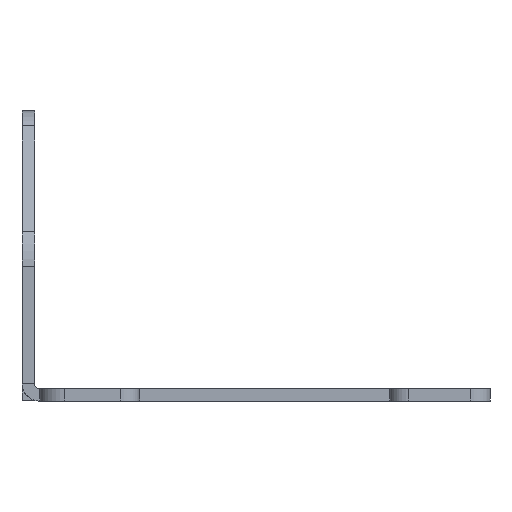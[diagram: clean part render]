
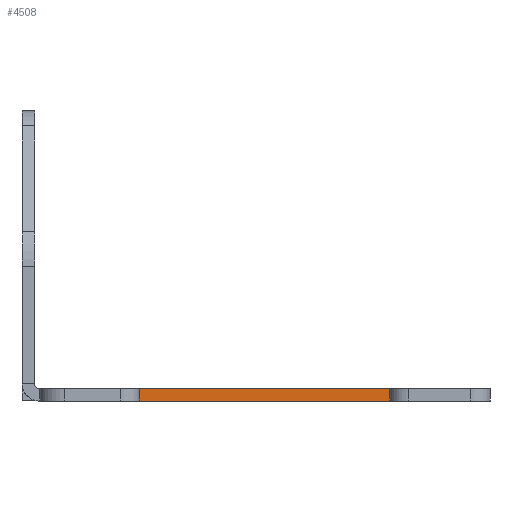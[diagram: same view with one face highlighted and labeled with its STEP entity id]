
A CAD part, left-side view. The second image highlights one B-rep face of the part: STEP entity #4508.
In plain terms, the highlighted planar face has unit normal (-1, 0, 0).
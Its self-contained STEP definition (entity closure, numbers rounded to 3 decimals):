
#72 = PLANE('',#73);
#73 = AXIS2_PLACEMENT_3D('',#74,#75,#76);
#74 = CARTESIAN_POINT('',(36.487,64.13,2.5));
#75 = DIRECTION('',(-0.,-0.,-1.));
#76 = DIRECTION('',(-1.,0.,0.));
#1985 = VERTEX_POINT('',#1986);
#1986 = CARTESIAN_POINT('',(14.,10.,2.5));
#2000 = PLANE('',#2001);
#2001 = AXIS2_PLACEMENT_3D('',#2002,#2003,#2004);
#2002 = CARTESIAN_POINT('',(-6.2,10.,0.));
#2003 = DIRECTION('',(0.,1.,0.));
#2004 = DIRECTION('',(1.,0.,0.));
#2012 = EDGE_CURVE('',#1985,#2013,#2015,.T.);
#2013 = VERTEX_POINT('',#2014);
#2014 = CARTESIAN_POINT('',(14.,60.,2.5));
#2015 = SURFACE_CURVE('',#2016,(#2020,#2027),.PCURVE_S1.);
#2016 = LINE('',#2017,#2018);
#2017 = CARTESIAN_POINT('',(14.,10.,2.5));
#2018 = VECTOR('',#2019,1.);
#2019 = DIRECTION('',(0.,1.,0.));
#2020 = PCURVE('',#72,#2021);
#2021 = DEFINITIONAL_REPRESENTATION('',(#2022),#2026);
#2022 = LINE('',#2023,#2024);
#2023 = CARTESIAN_POINT('',(22.487,-54.13));
#2024 = VECTOR('',#2025,1.);
#2025 = DIRECTION('',(0.,1.));
#2026 = ( GEOMETRIC_REPRESENTATION_CONTEXT(2) 
PARAMETRIC_REPRESENTATION_CONTEXT() REPRESENTATION_CONTEXT('2D SPACE',''
  ) );
#2027 = PCURVE('',#2028,#2033);
#2028 = PLANE('',#2029);
#2029 = AXIS2_PLACEMENT_3D('',#2030,#2031,#2032);
#2030 = CARTESIAN_POINT('',(14.,10.,0.));
#2031 = DIRECTION('',(-1.,0.,0.));
#2032 = DIRECTION('',(0.,1.,0.));
#2033 = DEFINITIONAL_REPRESENTATION('',(#2034),#2038);
#2034 = LINE('',#2035,#2036);
#2035 = CARTESIAN_POINT('',(0.,-2.5));
#2036 = VECTOR('',#2037,1.);
#2037 = DIRECTION('',(1.,0.));
#2038 = ( GEOMETRIC_REPRESENTATION_CONTEXT(2) 
PARAMETRIC_REPRESENTATION_CONTEXT() REPRESENTATION_CONTEXT('2D SPACE',''
  ) );
#2056 = PLANE('',#2057);
#2057 = AXIS2_PLACEMENT_3D('',#2058,#2059,#2060);
#2058 = CARTESIAN_POINT('',(14.,60.,0.));
#2059 = DIRECTION('',(0.,-1.,0.));
#2060 = DIRECTION('',(-1.,0.,0.));
#3809 = PLANE('',#3810);
#3810 = AXIS2_PLACEMENT_3D('',#3811,#3812,#3813);
#3811 = CARTESIAN_POINT('',(36.487,64.13,0.));
#3812 = DIRECTION('',(-0.,-0.,-1.));
#3813 = DIRECTION('',(-1.,0.,0.));
#4463 = EDGE_CURVE('',#4464,#2013,#4466,.T.);
#4464 = VERTEX_POINT('',#4465);
#4465 = CARTESIAN_POINT('',(14.,60.,0.));
#4466 = SURFACE_CURVE('',#4467,(#4471,#4478),.PCURVE_S1.);
#4467 = LINE('',#4468,#4469);
#4468 = CARTESIAN_POINT('',(14.,60.,0.));
#4469 = VECTOR('',#4470,1.);
#4470 = DIRECTION('',(0.,0.,1.));
#4471 = PCURVE('',#2056,#4472);
#4472 = DEFINITIONAL_REPRESENTATION('',(#4473),#4477);
#4473 = LINE('',#4474,#4475);
#4474 = CARTESIAN_POINT('',(0.,-0.));
#4475 = VECTOR('',#4476,1.);
#4476 = DIRECTION('',(0.,-1.));
#4477 = ( GEOMETRIC_REPRESENTATION_CONTEXT(2) 
PARAMETRIC_REPRESENTATION_CONTEXT() REPRESENTATION_CONTEXT('2D SPACE',''
  ) );
#4478 = PCURVE('',#2028,#4479);
#4479 = DEFINITIONAL_REPRESENTATION('',(#4480),#4484);
#4480 = LINE('',#4481,#4482);
#4481 = CARTESIAN_POINT('',(50.,0.));
#4482 = VECTOR('',#4483,1.);
#4483 = DIRECTION('',(0.,-1.));
#4484 = ( GEOMETRIC_REPRESENTATION_CONTEXT(2) 
PARAMETRIC_REPRESENTATION_CONTEXT() REPRESENTATION_CONTEXT('2D SPACE',''
  ) );
#4508 = ADVANCED_FACE('',(#4509),#2028,.T.);
#4509 = FACE_BOUND('',#4510,.T.);
#4510 = EDGE_LOOP('',(#4511,#4534,#4535,#4536));
#4511 = ORIENTED_EDGE('',*,*,#4512,.T.);
#4512 = EDGE_CURVE('',#4513,#1985,#4515,.T.);
#4513 = VERTEX_POINT('',#4514);
#4514 = CARTESIAN_POINT('',(14.,10.,0.));
#4515 = SURFACE_CURVE('',#4516,(#4520,#4527),.PCURVE_S1.);
#4516 = LINE('',#4517,#4518);
#4517 = CARTESIAN_POINT('',(14.,10.,0.));
#4518 = VECTOR('',#4519,1.);
#4519 = DIRECTION('',(0.,0.,1.));
#4520 = PCURVE('',#2028,#4521);
#4521 = DEFINITIONAL_REPRESENTATION('',(#4522),#4526);
#4522 = LINE('',#4523,#4524);
#4523 = CARTESIAN_POINT('',(0.,0.));
#4524 = VECTOR('',#4525,1.);
#4525 = DIRECTION('',(0.,-1.));
#4526 = ( GEOMETRIC_REPRESENTATION_CONTEXT(2) 
PARAMETRIC_REPRESENTATION_CONTEXT() REPRESENTATION_CONTEXT('2D SPACE',''
  ) );
#4527 = PCURVE('',#2000,#4528);
#4528 = DEFINITIONAL_REPRESENTATION('',(#4529),#4533);
#4529 = LINE('',#4530,#4531);
#4530 = CARTESIAN_POINT('',(20.2,0.));
#4531 = VECTOR('',#4532,1.);
#4532 = DIRECTION('',(0.,-1.));
#4533 = ( GEOMETRIC_REPRESENTATION_CONTEXT(2) 
PARAMETRIC_REPRESENTATION_CONTEXT() REPRESENTATION_CONTEXT('2D SPACE',''
  ) );
#4534 = ORIENTED_EDGE('',*,*,#2012,.T.);
#4535 = ORIENTED_EDGE('',*,*,#4463,.F.);
#4536 = ORIENTED_EDGE('',*,*,#4537,.F.);
#4537 = EDGE_CURVE('',#4513,#4464,#4538,.T.);
#4538 = SURFACE_CURVE('',#4539,(#4543,#4550),.PCURVE_S1.);
#4539 = LINE('',#4540,#4541);
#4540 = CARTESIAN_POINT('',(14.,10.,0.));
#4541 = VECTOR('',#4542,1.);
#4542 = DIRECTION('',(0.,1.,0.));
#4543 = PCURVE('',#2028,#4544);
#4544 = DEFINITIONAL_REPRESENTATION('',(#4545),#4549);
#4545 = LINE('',#4546,#4547);
#4546 = CARTESIAN_POINT('',(0.,0.));
#4547 = VECTOR('',#4548,1.);
#4548 = DIRECTION('',(1.,0.));
#4549 = ( GEOMETRIC_REPRESENTATION_CONTEXT(2) 
PARAMETRIC_REPRESENTATION_CONTEXT() REPRESENTATION_CONTEXT('2D SPACE',''
  ) );
#4550 = PCURVE('',#3809,#4551);
#4551 = DEFINITIONAL_REPRESENTATION('',(#4552),#4556);
#4552 = LINE('',#4553,#4554);
#4553 = CARTESIAN_POINT('',(22.487,-54.13));
#4554 = VECTOR('',#4555,1.);
#4555 = DIRECTION('',(0.,1.));
#4556 = ( GEOMETRIC_REPRESENTATION_CONTEXT(2) 
PARAMETRIC_REPRESENTATION_CONTEXT() REPRESENTATION_CONTEXT('2D SPACE',''
  ) );
